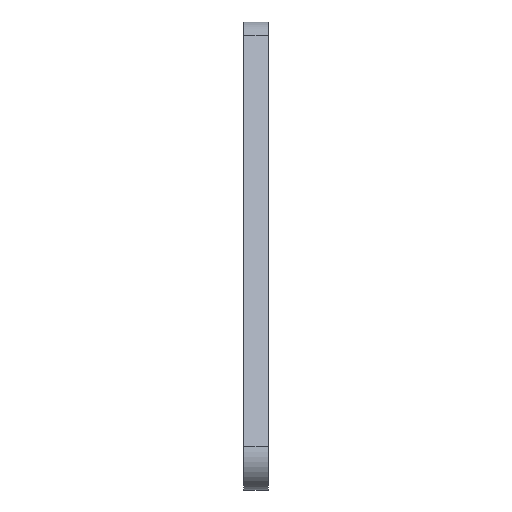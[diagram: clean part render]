
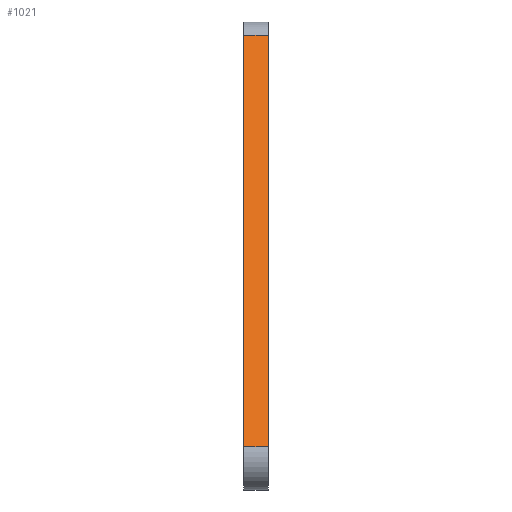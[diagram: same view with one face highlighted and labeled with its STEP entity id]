
A CAD part, front view. The second image highlights one B-rep face of the part: STEP entity #1021.
In plain terms, the highlighted planar face has unit normal (0, -0.905, 0.426).
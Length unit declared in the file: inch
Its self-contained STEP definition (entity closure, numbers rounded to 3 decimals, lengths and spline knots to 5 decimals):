
#64=PLANE('',#1134);
#122=FACE_OUTER_BOUND('',#172,.T.);
#172=EDGE_LOOP('',(#844,#845,#846,#847));
#280=LINE('',#1827,#362);
#281=LINE('',#1830,#363);
#282=LINE('',#1832,#364);
#283=LINE('',#1833,#365);
#362=VECTOR('',#1411,0.3937);
#363=VECTOR('',#1414,0.3937);
#364=VECTOR('',#1415,0.3937);
#365=VECTOR('',#1416,0.3937);
#512=VERTEX_POINT('',#1823);
#513=VERTEX_POINT('',#1825);
#514=VERTEX_POINT('',#1829);
#515=VERTEX_POINT('',#1831);
#654=EDGE_CURVE('',#512,#513,#280,.T.);
#655=EDGE_CURVE('',#514,#512,#281,.T.);
#656=EDGE_CURVE('',#515,#513,#282,.T.);
#657=EDGE_CURVE('',#514,#515,#283,.T.);
#844=ORIENTED_EDGE('',*,*,#655,.T.);
#845=ORIENTED_EDGE('',*,*,#654,.T.);
#846=ORIENTED_EDGE('',*,*,#656,.F.);
#847=ORIENTED_EDGE('',*,*,#657,.F.);
#1021=ADVANCED_FACE('',(#122),#64,.T.);
#1134=AXIS2_PLACEMENT_3D('',#1828,#1412,#1413);
#1411=DIRECTION('',(1.,0.,0.));
#1412=DIRECTION('center_axis',(0.,-0.905,0.426));
#1413=DIRECTION('ref_axis',(0.,-0.426,-0.905));
#1414=DIRECTION('',(0.,-0.426,-0.905));
#1415=DIRECTION('',(0.,-0.426,-0.905));
#1416=DIRECTION('',(1.,0.,0.));
#1823=CARTESIAN_POINT('',(0.8782,3.77037,1.23798));
#1825=CARTESIAN_POINT('',(1.0782,3.77037,1.23798));
#1827=CARTESIAN_POINT('',(0.8782,3.77037,1.23798));
#1828=CARTESIAN_POINT('Origin',(0.8782,5.3618,4.61821));
#1829=CARTESIAN_POINT('',(0.8782,5.3618,4.61821));
#1830=CARTESIAN_POINT('',(0.8782,3.77037,1.23798));
#1831=CARTESIAN_POINT('',(1.0782,5.3618,4.61821));
#1832=CARTESIAN_POINT('',(1.0782,3.77037,1.23798));
#1833=CARTESIAN_POINT('',(0.8782,5.3618,4.61821));
